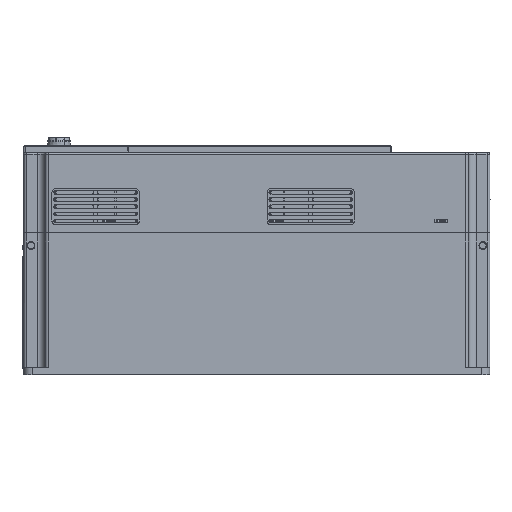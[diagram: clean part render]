
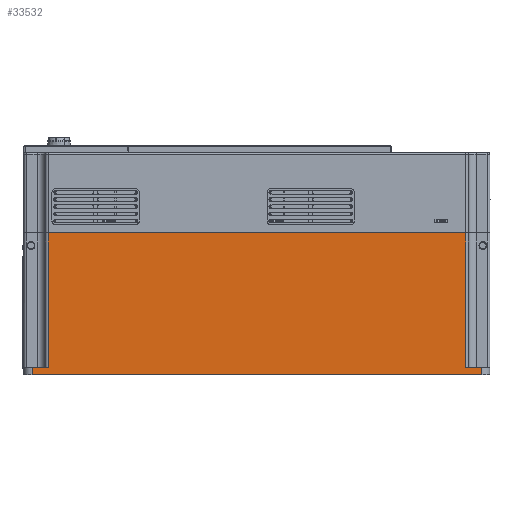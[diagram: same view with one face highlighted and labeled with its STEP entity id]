
A CAD part, left-side view. The second image highlights one B-rep face of the part: STEP entity #33532.
In plain terms, the highlighted planar face has unit normal (-1, 0, 0).
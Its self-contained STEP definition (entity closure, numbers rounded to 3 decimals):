
#3079 = LINE ( 'NONE', #187722, #92452 ) ;
#5496 = VERTEX_POINT ( 'NONE', #181485 ) ;
#9479 = AXIS2_PLACEMENT_3D ( 'NONE', #133803, #116022, #47048 ) ;
#9803 = LINE ( 'NONE', #214460, #26965 ) ;
#12500 = DIRECTION ( 'NONE',  ( 0., 0., -1. ) ) ;
#13371 = EDGE_CURVE ( 'NONE', #133833, #102522, #3079, .T. ) ;
#15810 = CARTESIAN_POINT ( 'NONE',  ( -260.169, 375.5, -83.9 ) ) ;
#20220 = ORIENTED_EDGE ( 'NONE', *, *, #115197, .T. ) ;
#23366 = DIRECTION ( 'NONE',  ( 0., 0., -1. ) ) ;
#25943 = ORIENTED_EDGE ( 'NONE', *, *, #134236, .T. ) ;
#26965 = VECTOR ( 'NONE', #194454, 1000. ) ;
#33532 = ADVANCED_FACE ( 'NONE', ( #102615 ), #182779, .T. ) ;
#43203 = EDGE_CURVE ( 'NONE', #74517, #190081, #188100, .T. ) ;
#47048 = DIRECTION ( 'NONE',  ( 0., -1., 0. ) ) ;
#49378 = CARTESIAN_POINT ( 'NONE',  ( -260.169, 389., -196.5 ) ) ;
#56444 = CARTESIAN_POINT ( 'NONE',  ( -260.169, 375.5, -83.9 ) ) ;
#58084 = CARTESIAN_POINT ( 'NONE',  ( -260.169, 375.5, -196.5 ) ) ;
#60796 = DIRECTION ( 'NONE',  ( 0., 0., -1. ) ) ;
#62617 = ORIENTED_EDGE ( 'NONE', *, *, #13371, .T. ) ;
#64748 = ORIENTED_EDGE ( 'NONE', *, *, #43203, .T. ) ;
#68590 = VECTOR ( 'NONE', #12500, 1000. ) ;
#70624 = CARTESIAN_POINT ( 'NONE',  ( -260.169, 389., -202.5 ) ) ;
#74517 = VERTEX_POINT ( 'NONE', #70624 ) ;
#77714 = EDGE_LOOP ( 'NONE', ( #87194, #20220, #116010, #130169, #62617, #25943, #64748, #195901 ) ) ;
#80756 = VECTOR ( 'NONE', #124284, 1000. ) ;
#87194 = ORIENTED_EDGE ( 'NONE', *, *, #148764, .T. ) ;
#92452 = VECTOR ( 'NONE', #205542, 1000. ) ;
#93417 = CARTESIAN_POINT ( 'NONE',  ( -260.169, 389., -196.5 ) ) ;
#102522 = VERTEX_POINT ( 'NONE', #49378 ) ;
#102615 = FACE_OUTER_BOUND ( 'NONE', #77714, .T. ) ;
#105779 = CARTESIAN_POINT ( 'NONE',  ( -260.169, 389., -202.5 ) ) ;
#113253 = VERTEX_POINT ( 'NONE', #168108 ) ;
#115197 = EDGE_CURVE ( 'NONE', #138718, #5496, #205465, .T. ) ;
#116010 = ORIENTED_EDGE ( 'NONE', *, *, #196345, .F. ) ;
#116022 = DIRECTION ( 'NONE',  ( -1., 0., 0. ) ) ;
#124284 = DIRECTION ( 'NONE',  ( 0., -1., 0. ) ) ;
#125668 = VECTOR ( 'NONE', #23366, 1000. ) ;
#129966 = VERTEX_POINT ( 'NONE', #178365 ) ;
#130169 = ORIENTED_EDGE ( 'NONE', *, *, #160843, .T. ) ;
#133803 = CARTESIAN_POINT ( 'NONE',  ( -260.169, 396., -202.5 ) ) ;
#133833 = VERTEX_POINT ( 'NONE', #58084 ) ;
#134236 = EDGE_CURVE ( 'NONE', #102522, #74517, #177964, .T. ) ;
#134318 = CARTESIAN_POINT ( 'NONE',  ( -260.169, 26.5, -196.5 ) ) ;
#138144 = EDGE_CURVE ( 'NONE', #113253, #190081, #163146, .T. ) ;
#138718 = VERTEX_POINT ( 'NONE', #175984 ) ;
#139119 = DIRECTION ( 'NONE',  ( 0., -1., 0. ) ) ;
#148764 = EDGE_CURVE ( 'NONE', #113253, #138718, #9803, .T. ) ;
#160843 = EDGE_CURVE ( 'NONE', #129966, #133833, #219354, .T. ) ;
#163146 = LINE ( 'NONE', #213233, #163337 ) ;
#163337 = VECTOR ( 'NONE', #60796, 1000. ) ;
#164587 = VECTOR ( 'NONE', #184382, 1000. ) ;
#168108 = CARTESIAN_POINT ( 'NONE',  ( -260.169, 13., -196.5 ) ) ;
#175984 = CARTESIAN_POINT ( 'NONE',  ( -260.169, 26.5, -196.5 ) ) ;
#177964 = LINE ( 'NONE', #93417, #125668 ) ;
#178365 = CARTESIAN_POINT ( 'NONE',  ( -260.169, 375.5, -83.9 ) ) ;
#181485 = CARTESIAN_POINT ( 'NONE',  ( -260.169, 26.5, -83.9 ) ) ;
#182779 = PLANE ( 'NONE',  #9479 ) ;
#184382 = DIRECTION ( 'NONE',  ( 0., 0., 1. ) ) ;
#187722 = CARTESIAN_POINT ( 'NONE',  ( -260.169, 375.5, -196.5 ) ) ;
#188100 = LINE ( 'NONE', #105779, #191845 ) ;
#190081 = VERTEX_POINT ( 'NONE', #200328 ) ;
#191845 = VECTOR ( 'NONE', #139119, 1000. ) ;
#194454 = DIRECTION ( 'NONE',  ( 0., 1., 0. ) ) ;
#195901 = ORIENTED_EDGE ( 'NONE', *, *, #138144, .F. ) ;
#196345 = EDGE_CURVE ( 'NONE', #129966, #5496, #208875, .T. ) ;
#200328 = CARTESIAN_POINT ( 'NONE',  ( -260.169, 13., -202.5 ) ) ;
#205465 = LINE ( 'NONE', #134318, #164587 ) ;
#205542 = DIRECTION ( 'NONE',  ( 0., 1., 0. ) ) ;
#208875 = LINE ( 'NONE', #56444, #80756 ) ;
#213233 = CARTESIAN_POINT ( 'NONE',  ( -260.169, 13., -196.5 ) ) ;
#214460 = CARTESIAN_POINT ( 'NONE',  ( -260.169, 13., -196.5 ) ) ;
#219354 = LINE ( 'NONE', #15810, #68590 ) ;
